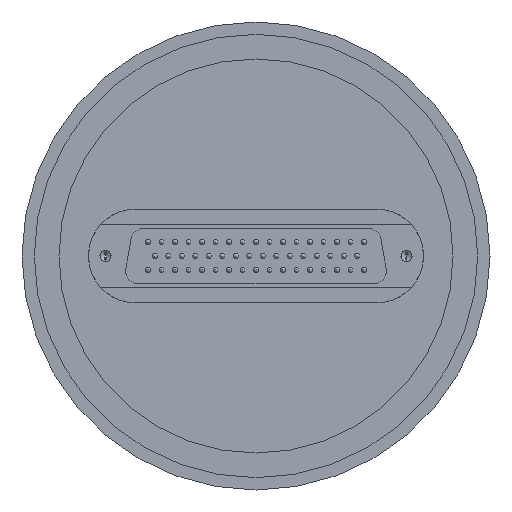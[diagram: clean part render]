
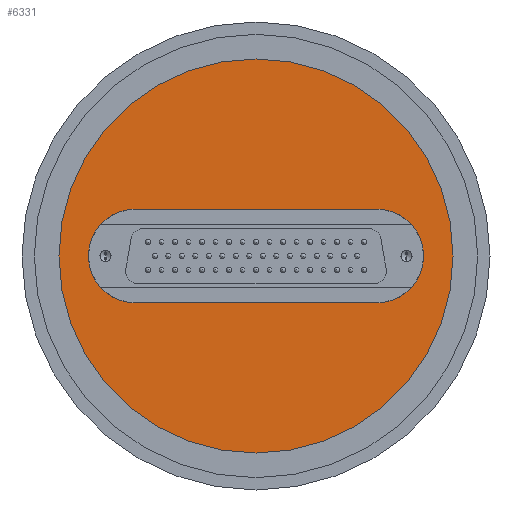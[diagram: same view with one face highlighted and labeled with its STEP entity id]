
A CAD part, front view. The second image highlights one B-rep face of the part: STEP entity #6331.
In plain terms, the highlighted planar face has unit normal (0, -1, 0).
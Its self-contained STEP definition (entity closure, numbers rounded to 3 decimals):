
#63 = CIRCLE ( 'NONE', #4562, 9.5 ) ;
#138 = ORIENTED_EDGE ( 'NONE', *, *, #5479, .T. ) ;
#219 = EDGE_LOOP ( 'NONE', ( #5679, #1107 ) ) ;
#500 = ORIENTED_EDGE ( 'NONE', *, *, #6496, .T. ) ;
#511 = AXIS2_PLACEMENT_3D ( 'NONE', #4961, #1659, #5524 ) ;
#568 = CIRCLE ( 'NONE', #4892, 9.5 ) ;
#689 = DIRECTION ( 'NONE',  ( 1., 0., 0. ) ) ;
#774 = PLANE ( 'NONE',  #2034 ) ;
#775 = VERTEX_POINT ( 'NONE', #6903 ) ;
#1102 = VECTOR ( 'NONE', #689, 1000. ) ;
#1107 = ORIENTED_EDGE ( 'NONE', *, *, #5102, .T. ) ;
#1371 = DIRECTION ( 'NONE',  ( 0., -1., 0. ) ) ;
#1565 = DIRECTION ( 'NONE',  ( 0., 1., 0. ) ) ;
#1596 = CARTESIAN_POINT ( 'NONE',  ( 24.5, -12., 0. ) ) ;
#1627 = ORIENTED_EDGE ( 'NONE', *, *, #5808, .T. ) ;
#1659 = DIRECTION ( 'NONE',  ( 0., -1., 0. ) ) ;
#1706 = VERTEX_POINT ( 'NONE', #6790 ) ;
#1888 = DIRECTION ( 'NONE',  ( 0., -1., 0. ) ) ;
#2034 = AXIS2_PLACEMENT_3D ( 'NONE', #5201, #1888, #5767 ) ;
#2144 = DIRECTION ( 'NONE',  ( 0., 0., 1. ) ) ;
#2162 = CIRCLE ( 'NONE', #2895, 40. ) ;
#2293 = CARTESIAN_POINT ( 'NONE',  ( -24.5, -12., -9.5 ) ) ;
#2317 = CARTESIAN_POINT ( 'NONE',  ( -24.5, -12., 9.5 ) ) ;
#2424 = EDGE_CURVE ( 'NONE', #3782, #5989, #2162, .T. ) ;
#2508 = CIRCLE ( 'NONE', #511, 40. ) ;
#2794 = DIRECTION ( 'NONE',  ( 0., 0., -1. ) ) ;
#2895 = AXIS2_PLACEMENT_3D ( 'NONE', #3912, #1371, #2794 ) ;
#3006 = VECTOR ( 'NONE', #5606, 1000. ) ;
#3256 = ORIENTED_EDGE ( 'NONE', *, *, #6137, .T. ) ;
#3406 = FACE_OUTER_BOUND ( 'NONE', #219, .T. ) ;
#3679 = CARTESIAN_POINT ( 'NONE',  ( 0., -12., -40. ) ) ;
#3782 = VERTEX_POINT ( 'NONE', #3679 ) ;
#3840 = CARTESIAN_POINT ( 'NONE',  ( 0., -12., 40. ) ) ;
#3912 = CARTESIAN_POINT ( 'NONE',  ( 0., -12., 0. ) ) ;
#4123 = LINE ( 'NONE', #2293, #3006 ) ;
#4380 = CARTESIAN_POINT ( 'NONE',  ( 24.5, -12., -9.5 ) ) ;
#4381 = EDGE_LOOP ( 'NONE', ( #500, #3256, #1627, #138 ) ) ;
#4562 = AXIS2_PLACEMENT_3D ( 'NONE', #1596, #5462, #2144 ) ;
#4856 = CARTESIAN_POINT ( 'NONE',  ( -24.5, -12., 0. ) ) ;
#4886 = FACE_BOUND ( 'NONE', #4381, .T. ) ;
#4892 = AXIS2_PLACEMENT_3D ( 'NONE', #4856, #1565, #5428 ) ;
#4961 = CARTESIAN_POINT ( 'NONE',  ( 0., -12., 0. ) ) ;
#4994 = CARTESIAN_POINT ( 'NONE',  ( -24.5, -12., -9.5 ) ) ;
#5102 = EDGE_CURVE ( 'NONE', #5989, #3782, #2508, .T. ) ;
#5201 = CARTESIAN_POINT ( 'NONE',  ( 0., -12., -40. ) ) ;
#5428 = DIRECTION ( 'NONE',  ( 0., 0., 1. ) ) ;
#5433 = VERTEX_POINT ( 'NONE', #4994 ) ;
#5462 = DIRECTION ( 'NONE',  ( 0., 1., 0. ) ) ;
#5479 = EDGE_CURVE ( 'NONE', #7007, #5433, #4123, .T. ) ;
#5503 = LINE ( 'NONE', #2317, #1102 ) ;
#5524 = DIRECTION ( 'NONE',  ( 0., 0., -1. ) ) ;
#5606 = DIRECTION ( 'NONE',  ( -1., 0., 0. ) ) ;
#5679 = ORIENTED_EDGE ( 'NONE', *, *, #2424, .T. ) ;
#5767 = DIRECTION ( 'NONE',  ( 0., 0., -1. ) ) ;
#5808 = EDGE_CURVE ( 'NONE', #775, #7007, #63, .T. ) ;
#5989 = VERTEX_POINT ( 'NONE', #3840 ) ;
#6137 = EDGE_CURVE ( 'NONE', #1706, #775, #5503, .T. ) ;
#6331 = ADVANCED_FACE ( 'NONE', ( #4886, #3406 ), #774, .T. ) ;
#6496 = EDGE_CURVE ( 'NONE', #5433, #1706, #568, .T. ) ;
#6790 = CARTESIAN_POINT ( 'NONE',  ( -24.5, -12., 9.5 ) ) ;
#6903 = CARTESIAN_POINT ( 'NONE',  ( 24.5, -12., 9.5 ) ) ;
#7007 = VERTEX_POINT ( 'NONE', #4380 ) ;
